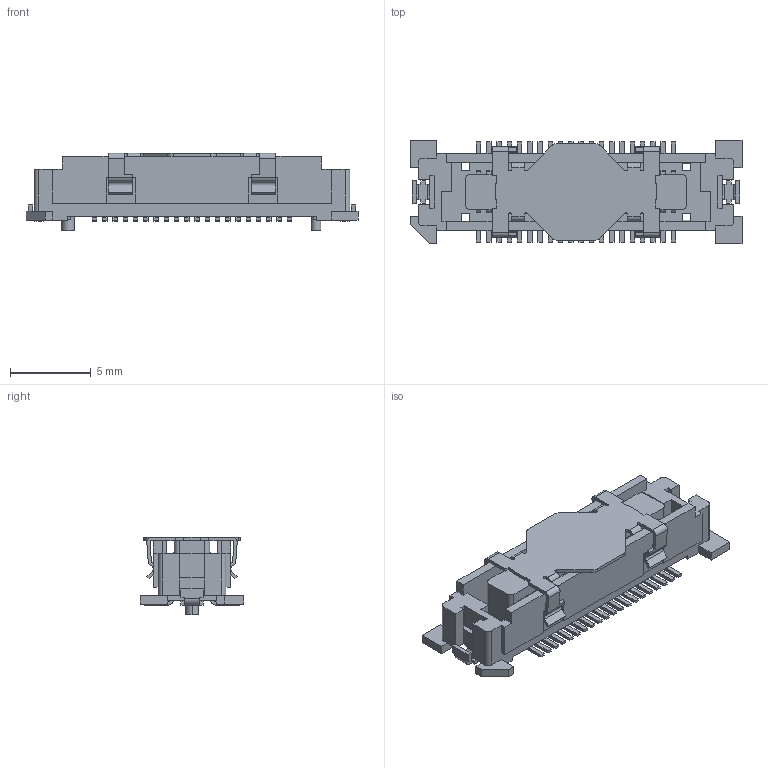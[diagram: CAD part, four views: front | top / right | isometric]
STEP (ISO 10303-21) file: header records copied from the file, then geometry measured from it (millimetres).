
FILE_DESCRIPTION(('FreeCAD Model'),'2;1');
FILE_NAME('Molex_SlimStack_52885-0474_2x20_P0.64mm_Vertical.step', '2019-10-24T10:20:09',('kicad StepUp'),('ksu MCAD'), 'Open CASCADE STEP processor 7.3','FreeCAD','Unknown');
FILE_SCHEMA(('AUTOMOTIVE_DESIGN { 1 0 10303 214 1 1 1 1 }'));
Products named in the file (1): Molex_SlimStack_52885-0474_2x20_P0.64mm_Vertical
Bounding box: 20.57 x 6.4 x 4.8 mm (x, y, z)
Volume: 245.1 mm3; surface area: 805.8 mm2
Topology: 1 solids, 1 shells, 1015 faces, 2819 edges, 1874 vertices
Faces by surface type: plane 827, cylinder 188
Entity records: 76429 total; most frequent: CARTESIAN_POINT 12307, DIRECTION 10713, LINE 7689, VECTOR 7689, ORIENTED_EDGE 5638, PCURVE 5638, DEFINITIONAL_REPRESENTATION 5638, EDGE_CURVE 2819
